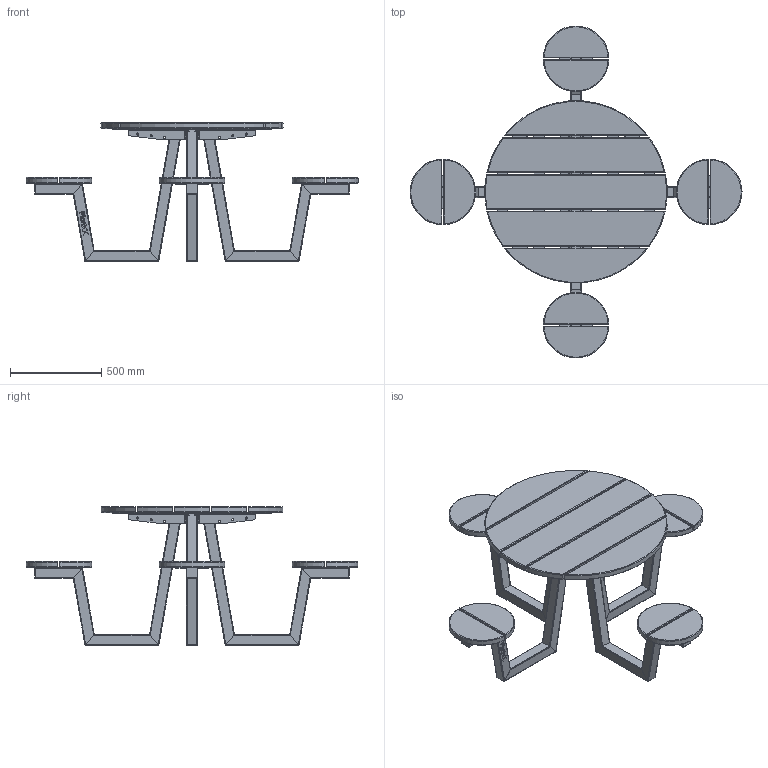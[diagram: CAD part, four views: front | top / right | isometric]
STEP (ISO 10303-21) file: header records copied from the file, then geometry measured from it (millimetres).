
FILE_DESCRIPTION(/* description */ (''),/* implementation_level */ '2;1');
FILE_NAME(/* name */ 'MINI140MPX',/* time_stamp */ '2024-02-16T12:48:17+01:00',/* author */ (''),/* organization */ (''),/* preprocessor_version */ 'ST-DEVELOPER v16.5',/* originating_system */ 'HiCAD 2024 2901.0 Build 284',/* authorisation */ '');
FILE_SCHEMA (('AUTOMOTIVE_DESIGN { 1 0 10303 214 1 1 1 1 }'));
Length unit declared in the file: millimetre
Products named in the file (22): Root; Miss Mini_Assembly; 4mm RVS_Sheet Metal_0; Tussenframe A MR Meet up_Assembly_0; FRQ 60x60x2_Hollow profiles_0; 2mm RVS_Sheet Metal; Tussenframe B MR Meet Up_Assembly_0; planken 192x30_Various rectangular profiles_0; planken 175x30_Various rectangular profiles_0
Assembly tree (50 placements, depth 4):
  Root
    Miss Mini_Assembly
      4mm RVS_Sheet Metal_0  x4
      Tussenframe A MR Meet up_Assembly_0
        FRQ 60x60x2_Hollow profiles_0  x2
        FRQ 60x60x2_Hollow profiles_0  x2
        FRQ 60x60x2_Hollow profiles_0  x2
        4mm RVS_Sheet Metal_0
        FRQ 60x60x2_Hollow profiles_0  x2
        4mm RVS_Sheet Metal_0  x4
        2mm RVS_Sheet Metal
        2mm RVS_Sheet Metal
      Tussenframe B MR Meet Up_Assembly_0
        FRQ 60x60x2_Hollow profiles_0
        FRQ 60x60x2_Hollow profiles_0
        FRQ 60x60x2_Hollow profiles_0  x2
        FRQ 60x60x2_Hollow profiles_0  x2
        4mm RVS_Sheet Metal_0
        FRQ 60x60x2_Hollow profiles_0  x2
        4mm RVS_Sheet Metal_0  x4
        2mm RVS_Sheet Metal
        2mm RVS_Sheet Metal
      planken 192x30_Various rectangular profiles_0  x2
      planken 192x30_Various rectangular profiles_0  x2
      planken 175x30_Various rectangular profiles_0  x8
      planken 192x30_Various rectangular profiles_0
Bounding box: 1820.1 x 1819.5 x 760.3 mm (x, y, z)
Volume: 43924020.5 mm3; surface area: 7654299.4 mm2
Topology: 47 solids, 47 shells, 1718 faces, 4850 edges, 3200 vertices
Faces by surface type: plane 810, cylinder 738, cone 106, bspline 32, torus 32
Full cylindrical faces by diameter (mm): 4 x106, 6 x60, 8 x48, 12 x48, 28 x8
Entity records: 42206 total; most frequent: CARTESIAN_POINT 5876, DIRECTION 3761, PRESENTATION_STYLE_ASSIGNMENT 3568, DRAUGHTING_PRE_DEFINED_CURVE_FONT 3542, CURVE_STYLE 3542, OVER_RIDING_STYLED_ITEM 3542, ORIENTED_EDGE 3542, COLOUR_RGB 3455
